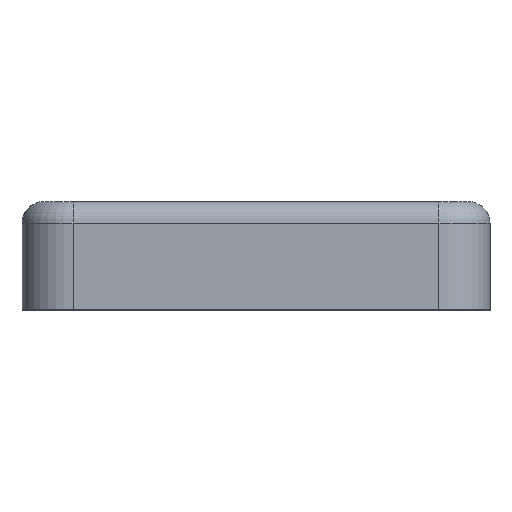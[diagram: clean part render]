
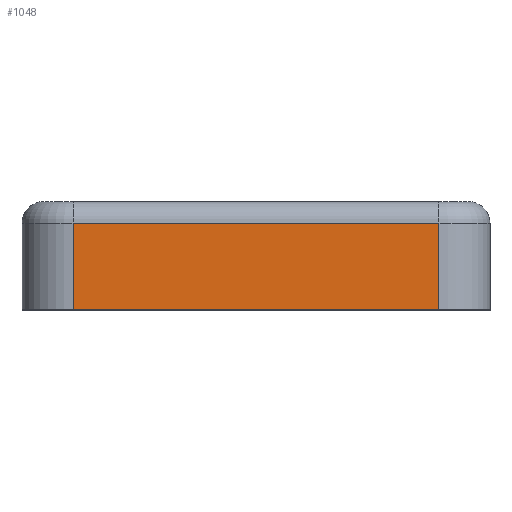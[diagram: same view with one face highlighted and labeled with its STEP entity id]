
A CAD part, top view. The second image highlights one B-rep face of the part: STEP entity #1048.
In plain terms, the highlighted planar face has unit normal (0, 0, 1).
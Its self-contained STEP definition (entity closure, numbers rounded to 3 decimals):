
#5 = EDGE_CURVE ( 'NONE', #949, #1601, #1737, .T. ) ;
#30 = VECTOR ( 'NONE', #1133, 1000. ) ;
#45 = CARTESIAN_POINT ( 'NONE',  ( -6.8, -3.7, 13.45 ) ) ;
#53 = VERTEX_POINT ( 'NONE', #1286 ) ;
#146 = ORIENTED_EDGE ( 'NONE', *, *, #1444, .F. ) ;
#171 = ORIENTED_EDGE ( 'NONE', *, *, #2002, .T. ) ;
#176 = FACE_OUTER_BOUND ( 'NONE', #259, .T. ) ;
#209 = EDGE_CURVE ( 'NONE', #949, #53, #1993, .T. ) ;
#259 = EDGE_LOOP ( 'NONE', ( #146, #1187, #1678, #171 ) ) ;
#463 = DIRECTION ( 'NONE',  ( -1., 0., 0. ) ) ;
#500 = CARTESIAN_POINT ( 'NONE',  ( 6.8, 0.3, 13.45 ) ) ;
#507 = DIRECTION ( 'NONE',  ( -1., 0., 0. ) ) ;
#508 = AXIS2_PLACEMENT_3D ( 'NONE', #2014, #1063, #607 ) ;
#534 = CARTESIAN_POINT ( 'NONE',  ( 6.8, -3.7, 13.45 ) ) ;
#607 = DIRECTION ( 'NONE',  ( -1., 0., 0. ) ) ;
#949 = VERTEX_POINT ( 'NONE', #992 ) ;
#992 = CARTESIAN_POINT ( 'NONE',  ( 6.8, -0.5, 13.45 ) ) ;
#998 = VECTOR ( 'NONE', #507, 1000. ) ;
#1048 = ADVANCED_FACE ( 'NONE', ( #176 ), #1870, .T. ) ;
#1063 = DIRECTION ( 'NONE',  ( 0., 0., 1. ) ) ;
#1089 = CARTESIAN_POINT ( 'NONE',  ( 6.8, -0.5, 13.45 ) ) ;
#1105 = LINE ( 'NONE', #1462, #998 ) ;
#1133 = DIRECTION ( 'NONE',  ( 0., -1., 0. ) ) ;
#1187 = ORIENTED_EDGE ( 'NONE', *, *, #5, .F. ) ;
#1227 = CARTESIAN_POINT ( 'NONE',  ( -6.8, 0.3, 13.45 ) ) ;
#1286 = CARTESIAN_POINT ( 'NONE',  ( -6.8, -0.5, 13.45 ) ) ;
#1444 = EDGE_CURVE ( 'NONE', #1601, #1878, #1105, .T. ) ;
#1462 = CARTESIAN_POINT ( 'NONE',  ( 6.8, -3.7, 13.45 ) ) ;
#1601 = VERTEX_POINT ( 'NONE', #534 ) ;
#1678 = ORIENTED_EDGE ( 'NONE', *, *, #209, .T. ) ;
#1737 = LINE ( 'NONE', #500, #30 ) ;
#1752 = LINE ( 'NONE', #1227, #1997 ) ;
#1870 = PLANE ( 'NONE',  #508 ) ;
#1878 = VERTEX_POINT ( 'NONE', #45 ) ;
#1940 = VECTOR ( 'NONE', #463, 1000. ) ;
#1993 = LINE ( 'NONE', #1089, #1940 ) ;
#1997 = VECTOR ( 'NONE', #2011, 1000. ) ;
#2002 = EDGE_CURVE ( 'NONE', #53, #1878, #1752, .T. ) ;
#2011 = DIRECTION ( 'NONE',  ( 0., -1., 0. ) ) ;
#2014 = CARTESIAN_POINT ( 'NONE',  ( 6.8, 0.3, 13.45 ) ) ;
